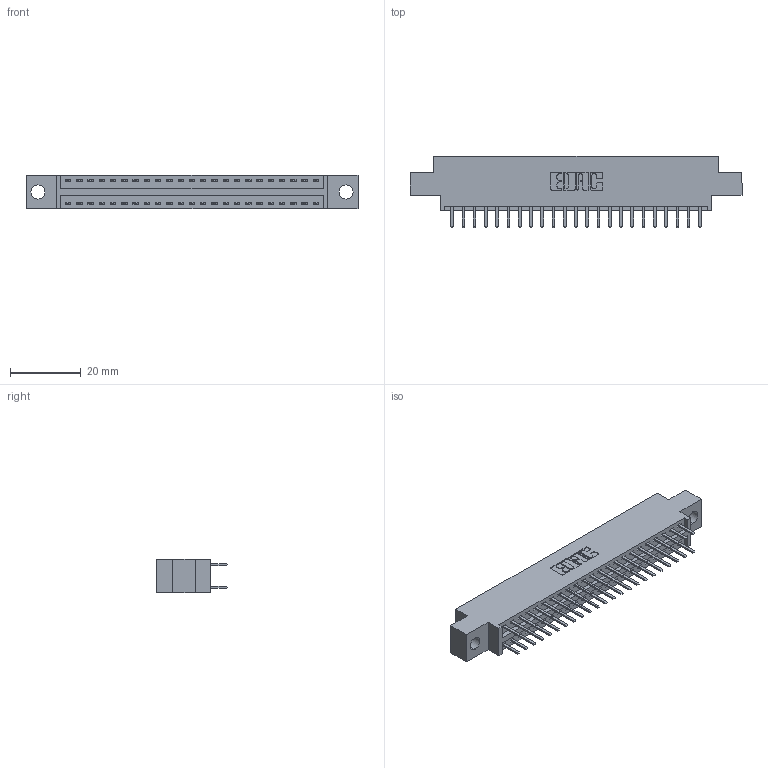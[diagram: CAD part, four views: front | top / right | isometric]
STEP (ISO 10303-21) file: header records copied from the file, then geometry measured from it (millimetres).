
FILE_DESCRIPTION (( 'STEP AP203' ), '1' );
FILE_NAME ('346-046-520-804.STEP', '2022-05-20T19:32:08', ( '' ), ( '' ), 'SwSTEP 2.0', 'SolidWorks 2020', '' );
FILE_SCHEMA (( 'CONFIG_CONTROL_DESIGN' ));
Length unit declared in the file: inch
Products named in the file (3): 346-046-520-804; 346 Part_0.170 Offset - 0.156 Dia-TH; 345-292-001_345-293-120
Assembly tree (47 placements, depth 2):
  346-046-520-804
    346 Part_0.170 Offset - 0.156 Dia-TH
    345-292-001_345-293-120  x46
Bounding box: 93.6 x 20.02 x 9.4 mm (x, y, z)
Volume: 8698.7 mm3; surface area: 11638.5 mm2
Topology: 47 solids, 47 shells, 2716 faces, 7875 edges, 5126 vertices
Faces by surface type: plane 1796, cylinder 920
Entity records: 18233 total; most frequent: CARTESIAN_POINT 3050, ORIENTED_EDGE 2970, DIRECTION 2725, EDGE_CURVE 1485, LINE 1257, VECTOR 1257, VERTEX_POINT 986, AXIS2_PLACEMENT_3D 734
